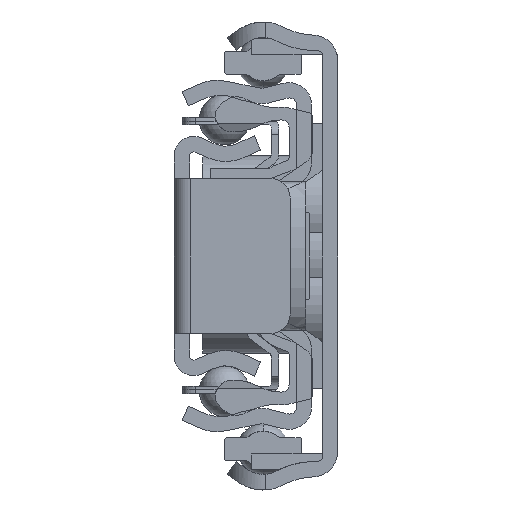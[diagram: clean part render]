
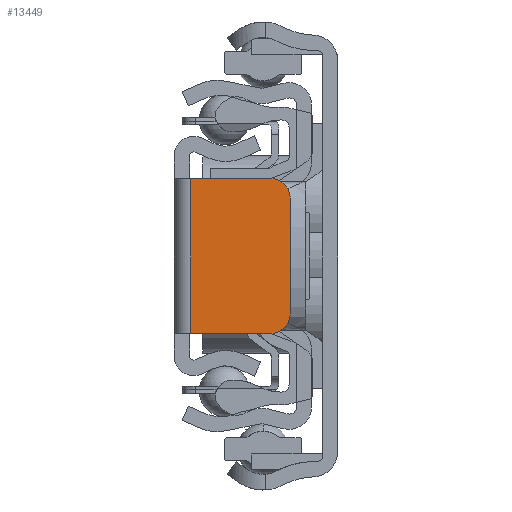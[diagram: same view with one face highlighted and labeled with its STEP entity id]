
A CAD part, front view. The second image highlights one B-rep face of the part: STEP entity #13449.
In plain terms, the highlighted planar face has unit normal (0, -1, 0).
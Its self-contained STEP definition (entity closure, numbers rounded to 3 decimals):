
#12171=DIRECTION('',(0.,0.,-1.));
#12172=VECTOR('',#12171,12.);
#12173=CARTESIAN_POINT('',(-2.051,-1.2,6.));
#12174=LINE('',#12173,#12172);
#12175=DIRECTION('',(-1.,0.,0.));
#12176=VECTOR('',#12175,6.2);
#12177=CARTESIAN_POINT('',(4.149,-1.2,6.));
#12178=LINE('',#12177,#12176);
#12179=CARTESIAN_POINT('',(4.149,-1.2,4.5));
#12180=DIRECTION('',(0.,-1.,0.));
#12181=DIRECTION('',(1.,0.,0.));
#12182=AXIS2_PLACEMENT_3D('',#12179,#12180,#12181);
#12184=DIRECTION('',(0.,0.,1.));
#12185=VECTOR('',#12184,9.);
#12186=CARTESIAN_POINT('',(5.649,-1.2,-4.5));
#12187=LINE('',#12186,#12185);
#12188=CARTESIAN_POINT('',(4.149,-1.2,-4.5));
#12189=DIRECTION('',(0.,-1.,0.));
#12190=DIRECTION('',(0.,0.,-1.));
#12191=AXIS2_PLACEMENT_3D('',#12188,#12189,#12190);
#12193=DIRECTION('',(1.,0.,0.));
#12194=VECTOR('',#12193,6.2);
#12195=CARTESIAN_POINT('',(-2.051,-1.2,-6.));
#12196=LINE('',#12195,#12194);
#12440=CARTESIAN_POINT('',(4.149,-1.2,-6.));
#12441=CARTESIAN_POINT('',(5.649,-1.2,-4.5));
#12442=VERTEX_POINT('',#12440);
#12443=VERTEX_POINT('',#12441);
#12444=CARTESIAN_POINT('',(5.649,-1.2,4.5));
#12445=VERTEX_POINT('',#12444);
#12446=CARTESIAN_POINT('',(4.149,-1.2,6.));
#12447=VERTEX_POINT('',#12446);
#12452=CARTESIAN_POINT('',(-2.051,-1.2,-6.));
#12454=VERTEX_POINT('',#12452);
#12460=CARTESIAN_POINT('',(-2.051,-1.2,6.));
#12461=VERTEX_POINT('',#12460);
#13433=CARTESIAN_POINT('',(0.,-1.2,0.));
#13434=DIRECTION('',(0.,-1.,0.));
#13435=DIRECTION('',(0.,0.,1.));
#13436=AXIS2_PLACEMENT_3D('',#13433,#13434,#13435);
#13437=PLANE('',#13436);
#13438=ORIENTED_EDGE('',*,*,#12569,.F.);
#13440=ORIENTED_EDGE('',*,*,#13439,.F.);
#13442=ORIENTED_EDGE('',*,*,#13441,.F.);
#13444=ORIENTED_EDGE('',*,*,#13443,.F.);
#13445=ORIENTED_EDGE('',*,*,#13426,.F.);
#13446=ORIENTED_EDGE('',*,*,#12545,.F.);
#13447=EDGE_LOOP('',(#13438,#13440,#13442,#13444,#13445,#13446));
#13448=FACE_OUTER_BOUND('',#13447,.F.);
#13449=ADVANCED_FACE('',(#13448),#13437,.T.);
#12183=CIRCLE('',#12182,1.5);
#12192=CIRCLE('',#12191,1.5);
#12545=EDGE_CURVE('',#12454,#12442,#12196,.T.);
#12569=EDGE_CURVE('',#12461,#12454,#12174,.T.);
#13426=EDGE_CURVE('',#12442,#12443,#12192,.T.);
#13439=EDGE_CURVE('',#12447,#12461,#12178,.T.);
#13441=EDGE_CURVE('',#12445,#12447,#12183,.T.);
#13443=EDGE_CURVE('',#12443,#12445,#12187,.T.);
